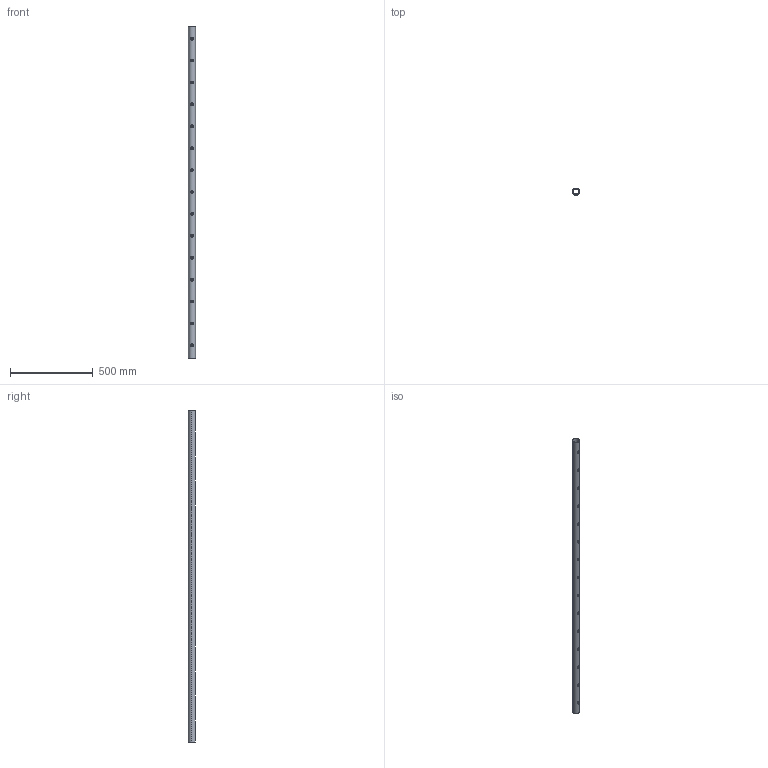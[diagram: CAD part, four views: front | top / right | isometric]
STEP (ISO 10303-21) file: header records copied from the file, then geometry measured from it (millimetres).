
FILE_DESCRIPTION (( 'STEP AP203' ), '1' );
FILE_NAME ('A-42,4x2-15x12-2000-PVC.STEP', '2019-11-11T09:40:36', ( '' ), ( '' ), 'SwSTEP 2.0', 'SolidWorks 2019', '' );
FILE_SCHEMA (( 'CONFIG_CONTROL_DESIGN' ));
Length unit declared in the file: millimetre
Products named in the file (3): A12_12-PVC; A-42,4x2-15x12-2000-PVC; A-42,4x2-15xD14
Assembly tree (16 placements, depth 2):
  A-42,4x2-15x12-2000-PVC
    A-42,4x2-15xD14
    A12_12-PVC  x15
Bounding box: 42.4 x 43.4 x 2000 mm (x, y, z)
Volume: 508274.4 mm3; surface area: 518750.2 mm2
Topology: 16 solids, 16 shells, 306 faces, 822 edges, 548 vertices
Faces by surface type: cylinder 169, plane 137
Entity records: 5391 total; most frequent: CARTESIAN_POINT 3342, ORIENTED_EDGE 300, DIRECTION 234, EDGE_CURVE 150, VERTEX_POINT 100, EDGE_LOOP 88, AXIS2_PLACEMENT_3D 88, B_SPLINE_CURVE_WITH_KNOTS 73
